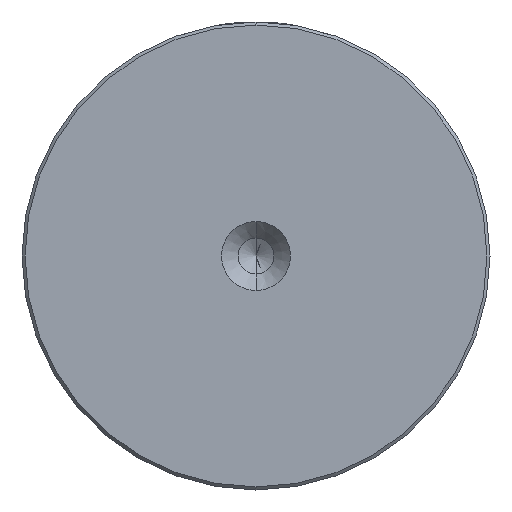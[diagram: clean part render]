
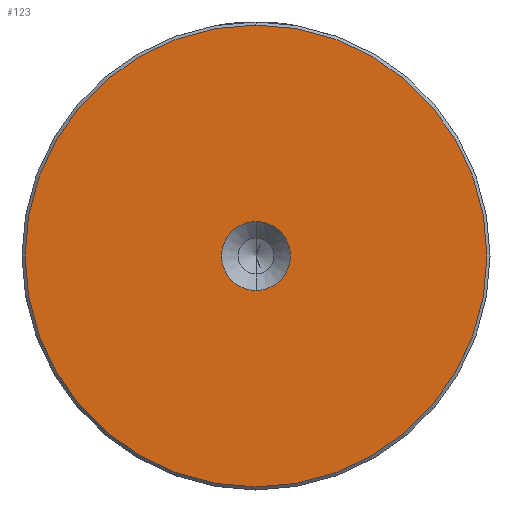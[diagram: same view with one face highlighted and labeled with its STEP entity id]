
A CAD part, left-side view. The second image highlights one B-rep face of the part: STEP entity #123.
In plain terms, the highlighted planar face has unit normal (-1, 0, 0).
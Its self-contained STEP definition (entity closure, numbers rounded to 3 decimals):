
#23 = AXIS2_PLACEMENT_3D ( 'NONE', #1404, #1393, #1386 ) ;
#123 = ADVANCED_FACE ( 'NONE', ( #1949, #471 ), #2523, .T. ) ;
#138 = AXIS2_PLACEMENT_3D ( 'NONE', #1537, #1527, #1511 ) ;
#142 = ORIENTED_EDGE ( 'NONE', *, *, #706, .T. ) ;
#143 = CARTESIAN_POINT ( 'NONE',  ( 0., 0., -5.6 ) ) ;
#194 = ORIENTED_EDGE ( 'NONE', *, *, #226, .F. ) ;
#212 = CARTESIAN_POINT ( 'NONE',  ( 0., 0., -37.5 ) ) ;
#226 = EDGE_CURVE ( 'NONE', #2239, #1467, #1821, .T. ) ;
#297 = CIRCLE ( 'NONE', #2191, 37.5 ) ;
#398 = EDGE_CURVE ( 'NONE', #1514, #591, #297, .T. ) ;
#471 = FACE_BOUND ( 'NONE', #1181, .T. ) ;
#483 = DIRECTION ( 'NONE',  ( 0., 0., 1. ) ) ;
#591 = VERTEX_POINT ( 'NONE', #1302 ) ;
#686 = CARTESIAN_POINT ( 'NONE',  ( 0., 0., 0. ) ) ;
#702 = DIRECTION ( 'NONE',  ( -1., 0., 0. ) ) ;
#706 = EDGE_CURVE ( 'NONE', #591, #1514, #2181, .T. ) ;
#841 = ORIENTED_EDGE ( 'NONE', *, *, #398, .T. ) ;
#1122 = CARTESIAN_POINT ( 'NONE',  ( 0., 0., 0. ) ) ;
#1156 = ORIENTED_EDGE ( 'NONE', *, *, #1671, .F. ) ;
#1181 = EDGE_LOOP ( 'NONE', ( #1156, #194 ) ) ;
#1302 = CARTESIAN_POINT ( 'NONE',  ( 0., 0., 37.5 ) ) ;
#1319 = DIRECTION ( 'NONE',  ( 0., 0., 1. ) ) ;
#1383 = CARTESIAN_POINT ( 'NONE',  ( 0., 0., 5.6 ) ) ;
#1386 = DIRECTION ( 'NONE',  ( 0., 0., 1. ) ) ;
#1393 = DIRECTION ( 'NONE',  ( -1., 0., 0. ) ) ;
#1404 = CARTESIAN_POINT ( 'NONE',  ( 0., 0., 0. ) ) ;
#1467 = VERTEX_POINT ( 'NONE', #1383 ) ;
#1511 = DIRECTION ( 'NONE',  ( 0., 0., 1. ) ) ;
#1514 = VERTEX_POINT ( 'NONE', #212 ) ;
#1527 = DIRECTION ( 'NONE',  ( -1., 0., 0. ) ) ;
#1537 = CARTESIAN_POINT ( 'NONE',  ( 0., 0., 0. ) ) ;
#1671 = EDGE_CURVE ( 'NONE', #1467, #2239, #2112, .T. ) ;
#1821 = CIRCLE ( 'NONE', #23, 5.6 ) ;
#1949 = FACE_OUTER_BOUND ( 'NONE', #2104, .T. ) ;
#2104 = EDGE_LOOP ( 'NONE', ( #841, #142 ) ) ;
#2112 = CIRCLE ( 'NONE', #2509, 5.6 ) ;
#2156 = DIRECTION ( 'NONE',  ( 0., 0., 1. ) ) ;
#2169 = DIRECTION ( 'NONE',  ( -1., 0., 0. ) ) ;
#2180 = AXIS2_PLACEMENT_3D ( 'NONE', #2188, #2169, #2156 ) ;
#2181 = CIRCLE ( 'NONE', #138, 37.5 ) ;
#2188 = CARTESIAN_POINT ( 'NONE',  ( 0., 0., 0. ) ) ;
#2191 = AXIS2_PLACEMENT_3D ( 'NONE', #686, #702, #483 ) ;
#2239 = VERTEX_POINT ( 'NONE', #143 ) ;
#2467 = DIRECTION ( 'NONE',  ( -1., 0., 0. ) ) ;
#2509 = AXIS2_PLACEMENT_3D ( 'NONE', #1122, #2467, #1319 ) ;
#2523 = PLANE ( 'NONE',  #2180 ) ;
